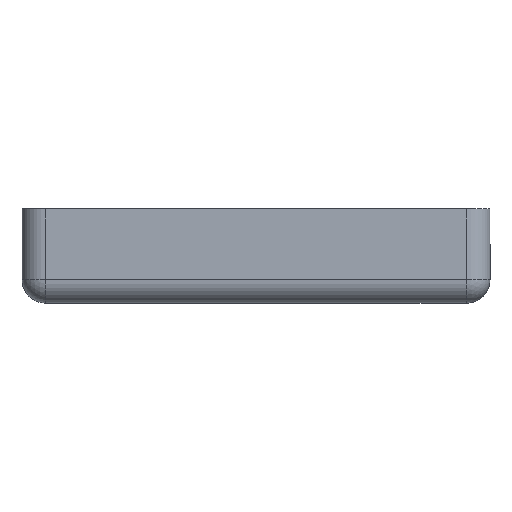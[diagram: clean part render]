
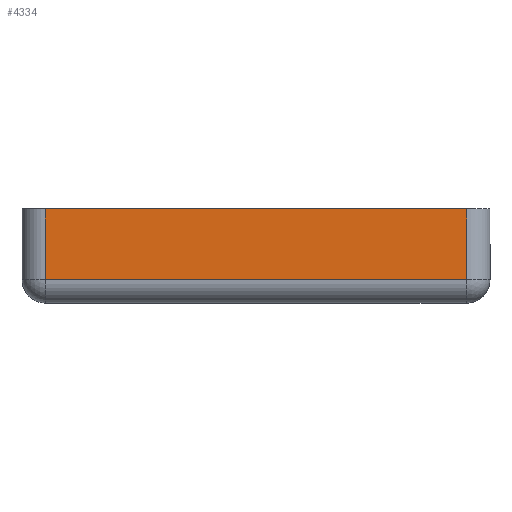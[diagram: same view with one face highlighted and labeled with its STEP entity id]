
A CAD part, left-side view. The second image highlights one B-rep face of the part: STEP entity #4334.
In plain terms, the highlighted planar face has unit normal (-1, 0, 0).
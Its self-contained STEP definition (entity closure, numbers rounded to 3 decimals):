
#268 = CARTESIAN_POINT ( 'NONE',  ( -33.687, -14.104, 90.291 ) ) ;
#467 = CARTESIAN_POINT ( 'NONE',  ( -33.687, 39.947, 81.2 ) ) ;
#521 = LINE ( 'NONE', #2380, #5025 ) ;
#534 = ORIENTED_EDGE ( 'NONE', *, *, #3740, .T. ) ;
#903 = VERTEX_POINT ( 'NONE', #467 ) ;
#1032 = CARTESIAN_POINT ( 'NONE',  ( -33.687, 39.947, 90.291 ) ) ;
#1142 = DIRECTION ( 'NONE',  ( 0., 0., -1. ) ) ;
#1241 = VECTOR ( 'NONE', #2682, 1000. ) ;
#1577 = CARTESIAN_POINT ( 'NONE',  ( -33.687, -14.104, 90.291 ) ) ;
#1584 = AXIS2_PLACEMENT_3D ( 'NONE', #4833, #6657, #1142 ) ;
#1672 = CARTESIAN_POINT ( 'NONE',  ( -33.687, -14.104, 81.2 ) ) ;
#1811 = CARTESIAN_POINT ( 'NONE',  ( -33.687, -14.104, 101.1 ) ) ;
#2311 = EDGE_CURVE ( 'NONE', #2999, #7607, #4972, .T. ) ;
#2380 = CARTESIAN_POINT ( 'NONE',  ( -33.687, 39.947, 81.2 ) ) ;
#2468 = VECTOR ( 'NONE', #4664, 1000. ) ;
#2682 = DIRECTION ( 'NONE',  ( 0., -1., 0. ) ) ;
#2939 = ORIENTED_EDGE ( 'NONE', *, *, #2311, .T. ) ;
#2999 = VERTEX_POINT ( 'NONE', #1672 ) ;
#3374 = CARTESIAN_POINT ( 'NONE',  ( -33.687, -14.104, 81.2 ) ) ;
#3431 = EDGE_CURVE ( 'NONE', #6207, #903, #521, .T. ) ;
#3740 = EDGE_CURVE ( 'NONE', #903, #2999, #4618, .T. ) ;
#3863 = VECTOR ( 'NONE', #5498, 1000. ) ;
#4334 = ADVANCED_FACE ( 'NONE', ( #7270 ), #6738, .F. ) ;
#4618 = LINE ( 'NONE', #3374, #2468 ) ;
#4664 = DIRECTION ( 'NONE',  ( 0., -1., 0. ) ) ;
#4833 = CARTESIAN_POINT ( 'NONE',  ( -33.687, -14.104, 81.2 ) ) ;
#4972 = LINE ( 'NONE', #1811, #3863 ) ;
#5025 = VECTOR ( 'NONE', #7369, 1000. ) ;
#5498 = DIRECTION ( 'NONE',  ( 0., 0., 1. ) ) ;
#5675 = ORIENTED_EDGE ( 'NONE', *, *, #6162, .F. ) ;
#5730 = EDGE_LOOP ( 'NONE', ( #5675, #7165, #534, #2939 ) ) ;
#6162 = EDGE_CURVE ( 'NONE', #6207, #7607, #7683, .T. ) ;
#6207 = VERTEX_POINT ( 'NONE', #1032 ) ;
#6657 = DIRECTION ( 'NONE',  ( 1., 0., 0. ) ) ;
#6738 = PLANE ( 'NONE',  #1584 ) ;
#7165 = ORIENTED_EDGE ( 'NONE', *, *, #3431, .T. ) ;
#7270 = FACE_OUTER_BOUND ( 'NONE', #5730, .T. ) ;
#7369 = DIRECTION ( 'NONE',  ( 0., 0., -1. ) ) ;
#7607 = VERTEX_POINT ( 'NONE', #1577 ) ;
#7683 = LINE ( 'NONE', #268, #1241 ) ;
